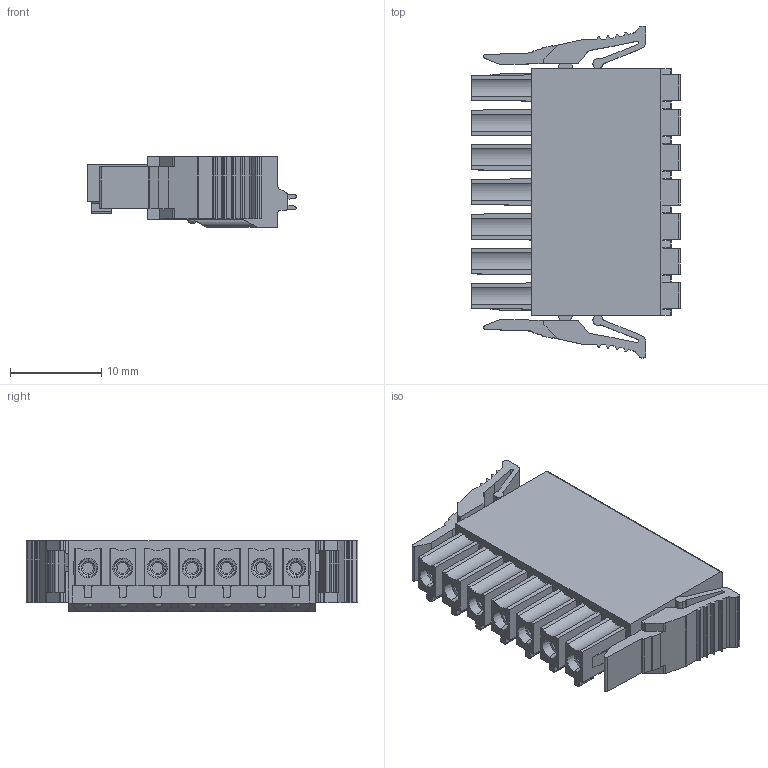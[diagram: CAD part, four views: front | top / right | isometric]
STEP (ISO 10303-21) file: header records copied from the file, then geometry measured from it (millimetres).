
FILE_DESCRIPTION((''),'2;1');
FILE_NAME('TLPSL-107-04P-X','2024-09-24T',('sheji'),(''),'PRO/ENGINEER BY PARAMETRIC TECHNOLOGY CORPORATION, 2015240','PRO/ENGINEER BY PARAMETRIC TECHNOLOGY CORPORATION, 2015240','');
FILE_SCHEMA(('CONFIG_CONTROL_DESIGN'));
Length unit declared in the file: millimetre
Products named in the file (1): TLPSL-107-04P-X
Bounding box: 22.9 x 36.47 x 7.75 mm (x, y, z)
Volume: 3572 mm3; surface area: 3326.5 mm2
Topology: 1 solids, 1 shells, 631 faces, 1786 edges, 1190 vertices
Faces by surface type: plane 345, cylinder 214, cone 42, torus 14, sphere 10, bspline 6
Entity records: 21126 total; most frequent: CARTESIAN_POINT 4279, ORIENTED_EDGE 3562, DIRECTION 3555, EDGE_CURVE 1781, AXIS2_PLACEMENT_3D 1217, VERTEX_POINT 1190, VECTOR 1121, LINE 1121
